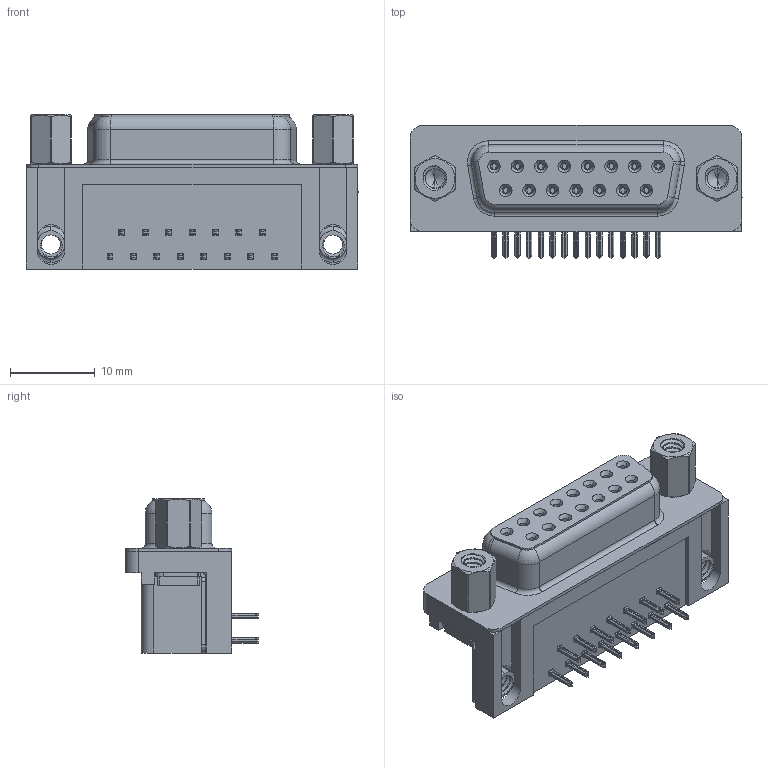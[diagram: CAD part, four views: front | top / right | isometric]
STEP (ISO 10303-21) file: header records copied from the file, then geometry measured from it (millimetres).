
FILE_DESCRIPTION (( 'STEP AP203' ), '1' );
FILE_NAME ('622-015-660-553.STEP', '2019-11-20T01:10:37', ( '' ), ( '' ), 'SwSTEP 2.0', 'SolidWorks 2016', '' );
FILE_SCHEMA (( 'CONFIG_CONTROL_DESIGN' ));
Length unit declared in the file: millimetre
Products named in the file (8): 622 4-40 Hex Standoff 5; 622-015-660-553; 622 4-40 Threaded Rivet; 622 Socket Bottom; 622 Shell_15 Socket; 622 Housing_15 Socket; 622 4-40 Threaded Board Mount; 622 Contact Top
Assembly tree (23 placements, depth 2):
  622-015-660-553
    622 Housing_15 Socket
    622 Shell_15 Socket
    622 Socket Bottom  x7
    622 Contact Top  x8
    622 4-40 Threaded Board Mount  x2
    622 4-40 Threaded Rivet  x2
    622 4-40 Hex Standoff 5  x2
Bounding box: 39.22 x 15.73 x 18.2 mm (x, y, z)
Volume: 5401.6 mm3; surface area: 7248 mm2
Topology: 23 solids, 23 shells, 2577 faces, 6778 edges, 4264 vertices
Faces by surface type: plane 1096, cylinder 681, bspline 536, cone 214, torus 50
Entity records: 32598 total; most frequent: CARTESIAN_POINT 13339, ORIENTED_EDGE 3942, DIRECTION 3433, EDGE_CURVE 1971, VERTEX_POINT 1258, AXIS2_PLACEMENT_3D 1147, LINE 1139, VECTOR 1139
